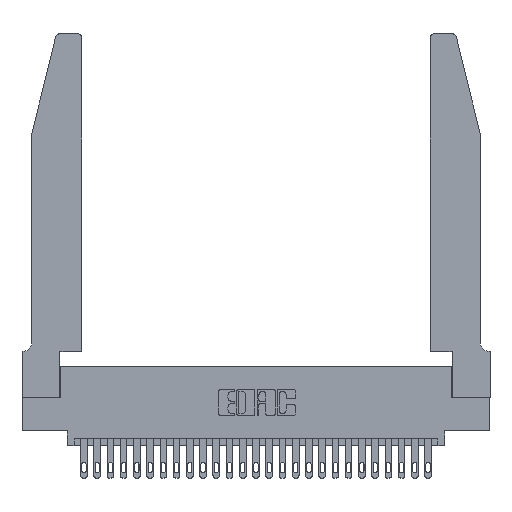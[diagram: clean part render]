
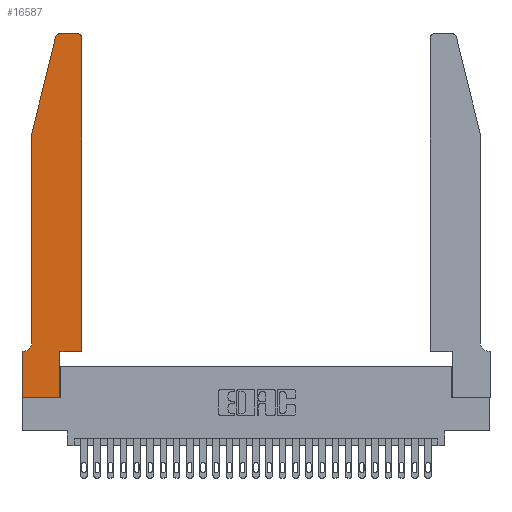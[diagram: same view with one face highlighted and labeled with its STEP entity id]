
A CAD part, top view. The second image highlights one B-rep face of the part: STEP entity #16587.
In plain terms, the highlighted planar face has unit normal (0, 0, 1).
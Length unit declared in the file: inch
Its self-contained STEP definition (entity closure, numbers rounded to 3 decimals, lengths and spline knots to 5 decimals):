
#271 = EDGE_LOOP ( 'NONE', ( #9154, #11419, #616, #23181, #22985, #4950, #15258, #26263, #6159, #5115, #9973, #18087 ) ) ;
#323 = VECTOR ( 'NONE', #12556, 39.37008 ) ;
#328 = VECTOR ( 'NONE', #22915, 39.37008 ) ;
#616 = ORIENTED_EDGE ( 'NONE', *, *, #10294, .T. ) ;
#993 = DIRECTION ( 'NONE',  ( 0., -1., 0. ) ) ;
#1850 = EDGE_CURVE ( 'NONE', #18230, #11603, #15410, .T. ) ;
#2188 = EDGE_CURVE ( 'NONE', #2451, #18230, #21097, .T. ) ;
#2206 = LINE ( 'NONE', #17619, #15747 ) ;
#2451 = VERTEX_POINT ( 'NONE', #17928 ) ;
#2731 = CIRCLE ( 'NONE', #12800, 0.03 ) ;
#3139 = CARTESIAN_POINT ( 'NONE',  ( 0.4505, 0.35, 0.37 ) ) ;
#3676 = CARTESIAN_POINT ( 'NONE',  ( 0., 0.35, 0.37 ) ) ;
#3810 = AXIS2_PLACEMENT_3D ( 'NONE', #9135, #24287, #17821 ) ;
#4195 = DIRECTION ( 'NONE',  ( 0., 0., 1. ) ) ;
#4267 = VERTEX_POINT ( 'NONE', #14111 ) ;
#4783 = AXIS2_PLACEMENT_3D ( 'NONE', #4974, #15862, #22374 ) ;
#4890 = VECTOR ( 'NONE', #993, 39.37008 ) ;
#4950 = ORIENTED_EDGE ( 'NONE', *, *, #2188, .T. ) ;
#4973 = EDGE_CURVE ( 'NONE', #4267, #14873, #13890, .T. ) ;
#4974 = CARTESIAN_POINT ( 'NONE',  ( 0.0055, 0.42, 0.37 ) ) ;
#5115 = ORIENTED_EDGE ( 'NONE', *, *, #4973, .T. ) ;
#5141 = CARTESIAN_POINT ( 'NONE',  ( 0.0755, 0.42, 0.37 ) ) ;
#5243 = VERTEX_POINT ( 'NONE', #11458 ) ;
#5340 = CARTESIAN_POINT ( 'NONE',  ( 0.25487, 2.72718, 0.37 ) ) ;
#5723 = VECTOR ( 'NONE', #10892, 39.37008 ) ;
#5856 = DIRECTION ( 'NONE',  ( 1., 0., 0. ) ) ;
#6113 = CARTESIAN_POINT ( 'NONE',  ( 0., 0., 0.37 ) ) ;
#6159 = ORIENTED_EDGE ( 'NONE', *, *, #21369, .T. ) ;
#6265 = VERTEX_POINT ( 'NONE', #9396 ) ;
#6428 = CARTESIAN_POINT ( 'NONE',  ( 0., 0., 0.37 ) ) ;
#6901 = EDGE_CURVE ( 'NONE', #25876, #2451, #8054, .T. ) ;
#7417 = EDGE_CURVE ( 'NONE', #15997, #5243, #15235, .T. ) ;
#8054 = CIRCLE ( 'NONE', #4783, 0.07 ) ;
#8713 = DIRECTION ( 'NONE',  ( 0., 1., 0. ) ) ;
#9135 = CARTESIAN_POINT ( 'NONE',  ( 0.284, 2.72, 0.37 ) ) ;
#9154 = ORIENTED_EDGE ( 'NONE', *, *, #7417, .T. ) ;
#9306 = DIRECTION ( 'NONE',  ( -0.239, -0.971, 0. ) ) ;
#9396 = CARTESIAN_POINT ( 'NONE',  ( 0.4505, 2.72, 0.37 ) ) ;
#9648 = VECTOR ( 'NONE', #19464, 39.37008 ) ;
#9699 = DIRECTION ( 'NONE',  ( 0., 1., 0. ) ) ;
#9973 = ORIENTED_EDGE ( 'NONE', *, *, #25473, .T. ) ;
#10043 = CARTESIAN_POINT ( 'NONE',  ( 0.2865, 0., 0.37 ) ) ;
#10294 = EDGE_CURVE ( 'NONE', #17159, #27766, #2206, .T. ) ;
#10892 = DIRECTION ( 'NONE',  ( 1., 0., 0. ) ) ;
#11419 = ORIENTED_EDGE ( 'NONE', *, *, #14243, .T. ) ;
#11458 = CARTESIAN_POINT ( 'NONE',  ( 0.284, 2.75, 0.37 ) ) ;
#11603 = VERTEX_POINT ( 'NONE', #6113 ) ;
#11610 = VECTOR ( 'NONE', #9699, 39.37008 ) ;
#12212 = DIRECTION ( 'NONE',  ( 0., 0., 1. ) ) ;
#12556 = DIRECTION ( 'NONE',  ( 1., 0., 0. ) ) ;
#12800 = AXIS2_PLACEMENT_3D ( 'NONE', #14992, #4195, #17157 ) ;
#12892 = CIRCLE ( 'NONE', #3810, 0.03 ) ;
#13890 = LINE ( 'NONE', #23628, #323 ) ;
#13969 = CARTESIAN_POINT ( 'NONE',  ( 0.0755, 2., 0.37 ) ) ;
#14111 = CARTESIAN_POINT ( 'NONE',  ( 0.2865, 0.35, 0.37 ) ) ;
#14243 = EDGE_CURVE ( 'NONE', #5243, #17159, #12892, .T. ) ;
#14481 = PLANE ( 'NONE',  #25621 ) ;
#14873 = VERTEX_POINT ( 'NONE', #26651 ) ;
#14992 = CARTESIAN_POINT ( 'NONE',  ( 0.4205, 2.72, 0.37 ) ) ;
#15235 = LINE ( 'NONE', #22531, #328 ) ;
#15258 = ORIENTED_EDGE ( 'NONE', *, *, #1850, .T. ) ;
#15410 = LINE ( 'NONE', #25529, #9648 ) ;
#15466 = FACE_OUTER_BOUND ( 'NONE', #271, .T. ) ;
#15747 = VECTOR ( 'NONE', #9306, 39.37008 ) ;
#15862 = DIRECTION ( 'NONE',  ( 0., 0., -1. ) ) ;
#15997 = VERTEX_POINT ( 'NONE', #25863 ) ;
#16587 = ADVANCED_FACE ( 'NONE', ( #15466 ), #14481, .T. ) ;
#17157 = DIRECTION ( 'NONE',  ( 1., 0., 0. ) ) ;
#17159 = VERTEX_POINT ( 'NONE', #5340 ) ;
#17619 = CARTESIAN_POINT ( 'NONE',  ( 0.0755, 2., 0.37 ) ) ;
#17821 = DIRECTION ( 'NONE',  ( 1., 0., 0. ) ) ;
#17928 = CARTESIAN_POINT ( 'NONE',  ( 0.0055, 0.35, 0.37 ) ) ;
#18087 = ORIENTED_EDGE ( 'NONE', *, *, #26224, .T. ) ;
#18202 = EDGE_CURVE ( 'NONE', #27766, #25876, #18437, .T. ) ;
#18230 = VERTEX_POINT ( 'NONE', #24390 ) ;
#18437 = LINE ( 'NONE', #13969, #4890 ) ;
#18590 = LINE ( 'NONE', #6428, #5723 ) ;
#19464 = DIRECTION ( 'NONE',  ( 0., -1., 0. ) ) ;
#19831 = CARTESIAN_POINT ( 'NONE',  ( 0.2865, 0.35, 0.37 ) ) ;
#21097 = LINE ( 'NONE', #21335, #26546 ) ;
#21335 = CARTESIAN_POINT ( 'NONE',  ( 0.0755, 0.35, 0.37 ) ) ;
#21369 = EDGE_CURVE ( 'NONE', #24417, #4267, #22528, .T. ) ;
#22374 = DIRECTION ( 'NONE',  ( -1., 0., 0. ) ) ;
#22528 = LINE ( 'NONE', #19831, #26622 ) ;
#22531 = CARTESIAN_POINT ( 'NONE',  ( 0.2605, 2.75, 0.37 ) ) ;
#22915 = DIRECTION ( 'NONE',  ( -1., 0., 0. ) ) ;
#22985 = ORIENTED_EDGE ( 'NONE', *, *, #6901, .T. ) ;
#23139 = CARTESIAN_POINT ( 'NONE',  ( 0.0755, 2., 0.37 ) ) ;
#23181 = ORIENTED_EDGE ( 'NONE', *, *, #18202, .T. ) ;
#23442 = DIRECTION ( 'NONE',  ( -1., 0., 0. ) ) ;
#23484 = LINE ( 'NONE', #3139, #11610 ) ;
#23628 = CARTESIAN_POINT ( 'NONE',  ( 0.4505, 0.35, 0.37 ) ) ;
#24287 = DIRECTION ( 'NONE',  ( 0., 0., 1. ) ) ;
#24390 = CARTESIAN_POINT ( 'NONE',  ( 0., 0.35, 0.37 ) ) ;
#24417 = VERTEX_POINT ( 'NONE', #10043 ) ;
#25473 = EDGE_CURVE ( 'NONE', #14873, #6265, #23484, .T. ) ;
#25529 = CARTESIAN_POINT ( 'NONE',  ( 0., 0., 0.37 ) ) ;
#25621 = AXIS2_PLACEMENT_3D ( 'NONE', #3676, #12212, #5856 ) ;
#25863 = CARTESIAN_POINT ( 'NONE',  ( 0.4205, 2.75, 0.37 ) ) ;
#25876 = VERTEX_POINT ( 'NONE', #5141 ) ;
#26224 = EDGE_CURVE ( 'NONE', #6265, #15997, #2731, .T. ) ;
#26263 = ORIENTED_EDGE ( 'NONE', *, *, #26958, .T. ) ;
#26546 = VECTOR ( 'NONE', #23442, 39.37008 ) ;
#26622 = VECTOR ( 'NONE', #8713, 39.37008 ) ;
#26651 = CARTESIAN_POINT ( 'NONE',  ( 0.4505, 0.35, 0.37 ) ) ;
#26958 = EDGE_CURVE ( 'NONE', #11603, #24417, #18590, .T. ) ;
#27766 = VERTEX_POINT ( 'NONE', #23139 ) ;
